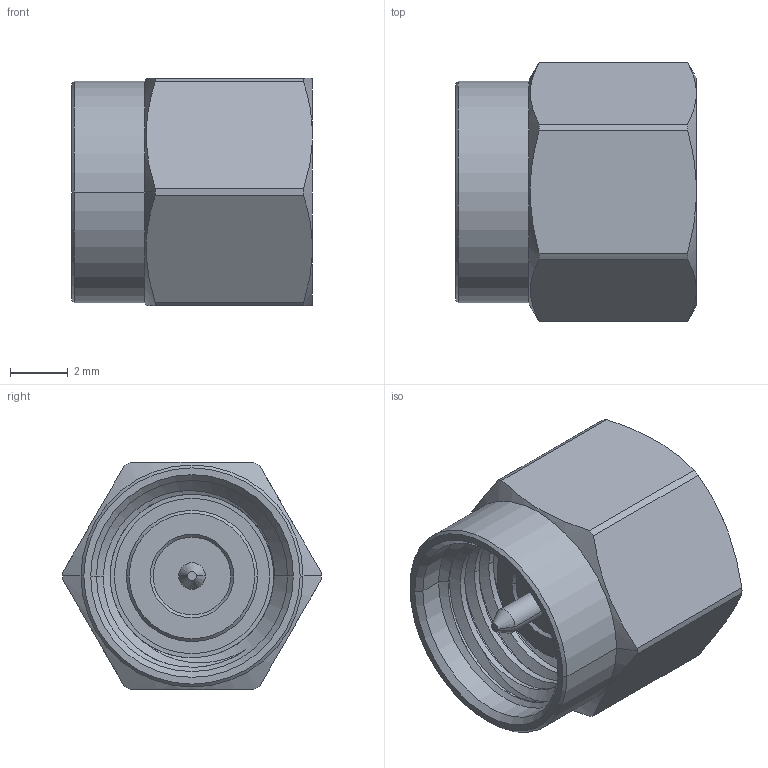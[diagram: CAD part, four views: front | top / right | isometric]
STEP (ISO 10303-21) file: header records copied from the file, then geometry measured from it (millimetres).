
FILE_DESCRIPTION((''),'2;1');
FILE_NAME('132360','2020-07-31T13:41:28',('karthik'),(''),'CREO PARAMETRIC BY PTC INC, 2019444','CREO PARAMETRIC BY PTC INC, 2019444','');
FILE_SCHEMA(('CONFIG_CONTROL_DESIGN'));
Length unit declared in the file: millimetre
Products named in the file (1): 132360
Bounding box: 8.38 x 9 x 7.91 mm (x, y, z)
Volume: 322.1 mm3; surface area: 482.9 mm2
Topology: 1 solids, 1 shells, 67 faces, 185 edges, 125 vertices
Faces by surface type: cylinder 26, cone 22, plane 13, bspline 6
Entity records: 4146 total; most frequent: CARTESIAN_POINT 2410, ORIENTED_EDGE 370, DIRECTION 346, EDGE_CURVE 185, AXIS2_PLACEMENT_3D 145, VERTEX_POINT 125, CIRCLE 84, EDGE_LOOP 72
